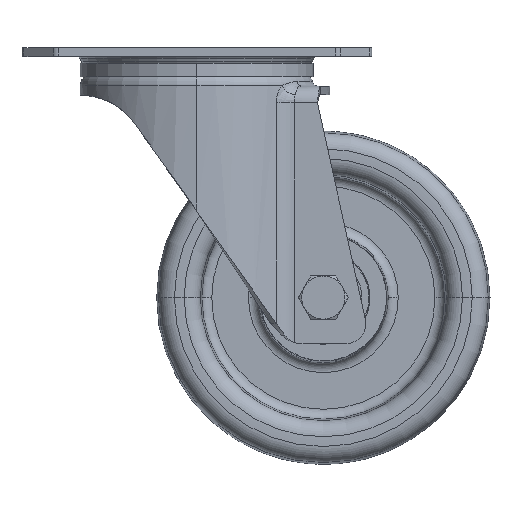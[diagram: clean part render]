
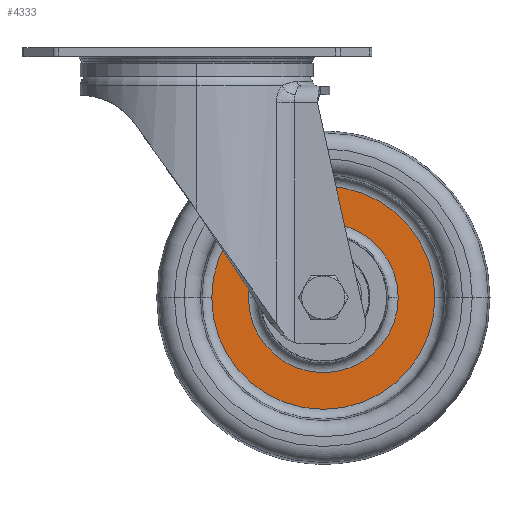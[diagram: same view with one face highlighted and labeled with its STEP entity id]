
A CAD part, top view. The second image highlights one B-rep face of the part: STEP entity #4333.
In plain terms, the highlighted planar face has unit normal (0, 0, 1).
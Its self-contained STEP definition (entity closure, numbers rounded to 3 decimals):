
#1651 = CARTESIAN_POINT ( 'NONE',  ( 38., -75., 5. ) ) ;
#1848 = CARTESIAN_POINT ( 'NONE',  ( 60.497, -75., 5. ) ) ;
#2062 = PLANE ( 'NONE',  #17279 ) ;
#2154 = CARTESIAN_POINT ( 'NONE',  ( 4.484, -75., 5. ) ) ;
#2450 = EDGE_LOOP ( 'NONE', ( #8134, #5288 ) ) ;
#2641 = DIRECTION ( 'NONE',  ( 0., 0., 1. ) ) ;
#3115 = CARTESIAN_POINT ( 'NONE',  ( 71.516, -75., 5. ) ) ;
#3185 = DIRECTION ( 'NONE',  ( 0., 0., 1. ) ) ;
#4333 = ADVANCED_FACE ( 'NONE', ( #8514, #17890 ), #2062, .T. ) ;
#4956 = DIRECTION ( 'NONE',  ( 1., 0., 0. ) ) ;
#5288 = ORIENTED_EDGE ( 'NONE', *, *, #13709, .T. ) ;
#5594 = CIRCLE ( 'NONE', #11941, 33.516 ) ;
#5750 = AXIS2_PLACEMENT_3D ( 'NONE', #11055, #14177, #15658 ) ;
#5950 = AXIS2_PLACEMENT_3D ( 'NONE', #8404, #3185, #9548 ) ;
#7547 = VERTEX_POINT ( 'NONE', #13684 ) ;
#8067 = ORIENTED_EDGE ( 'NONE', *, *, #14380, .F. ) ;
#8134 = ORIENTED_EDGE ( 'NONE', *, *, #13155, .T. ) ;
#8404 = CARTESIAN_POINT ( 'NONE',  ( 38., -75., 5. ) ) ;
#8446 = CIRCLE ( 'NONE', #5750, 22.497 ) ;
#8458 = VERTEX_POINT ( 'NONE', #2154 ) ;
#8514 = FACE_OUTER_BOUND ( 'NONE', #2450, .T. ) ;
#9169 = VERTEX_POINT ( 'NONE', #1848 ) ;
#9324 = CIRCLE ( 'NONE', #5950, 33.516 ) ;
#9548 = DIRECTION ( 'NONE',  ( 1., 0., 0. ) ) ;
#10516 = VERTEX_POINT ( 'NONE', #3115 ) ;
#10571 = CARTESIAN_POINT ( 'NONE',  ( 38., -75., 5. ) ) ;
#11055 = CARTESIAN_POINT ( 'NONE',  ( 38., -75., 5. ) ) ;
#11488 = EDGE_CURVE ( 'NONE', #9169, #7547, #8446, .T. ) ;
#11941 = AXIS2_PLACEMENT_3D ( 'NONE', #10571, #2641, #18694 ) ;
#13002 = AXIS2_PLACEMENT_3D ( 'NONE', #1651, #13091, #4956 ) ;
#13091 = DIRECTION ( 'NONE',  ( 0., 0., 1. ) ) ;
#13155 = EDGE_CURVE ( 'NONE', #10516, #8458, #5594, .T. ) ;
#13684 = CARTESIAN_POINT ( 'NONE',  ( 15.503, -75., 5. ) ) ;
#13709 = EDGE_CURVE ( 'NONE', #8458, #10516, #9324, .T. ) ;
#14177 = DIRECTION ( 'NONE',  ( 0., 0., 1. ) ) ;
#14380 = EDGE_CURVE ( 'NONE', #7547, #9169, #18021, .T. ) ;
#14959 = CARTESIAN_POINT ( 'NONE',  ( 38., -52.503, 5. ) ) ;
#15658 = DIRECTION ( 'NONE',  ( 1., 0., 0. ) ) ;
#16646 = DIRECTION ( 'NONE',  ( 0., 0., 1. ) ) ;
#17279 = AXIS2_PLACEMENT_3D ( 'NONE', #14959, #16646, #18290 ) ;
#17890 = FACE_BOUND ( 'NONE', #20198, .T. ) ;
#18021 = CIRCLE ( 'NONE', #13002, 22.497 ) ;
#18290 = DIRECTION ( 'NONE',  ( 1., 0., 0. ) ) ;
#18694 = DIRECTION ( 'NONE',  ( 1., 0., 0. ) ) ;
#19001 = ORIENTED_EDGE ( 'NONE', *, *, #11488, .F. ) ;
#20198 = EDGE_LOOP ( 'NONE', ( #19001, #8067 ) ) ;
